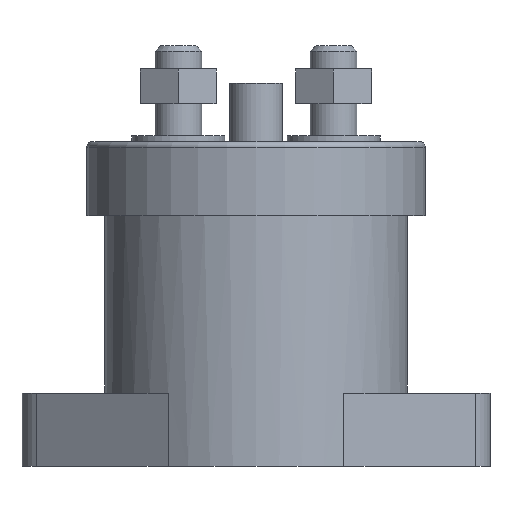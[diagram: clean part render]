
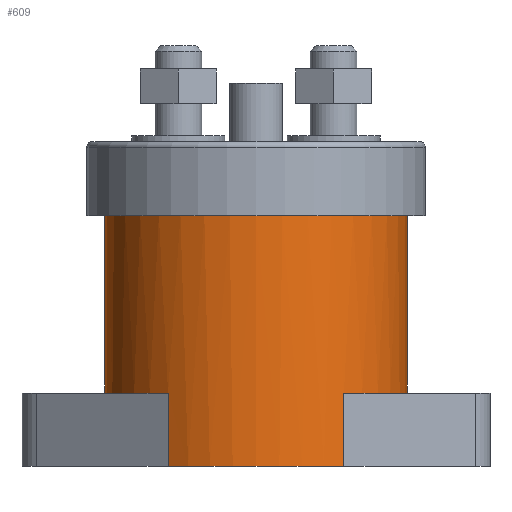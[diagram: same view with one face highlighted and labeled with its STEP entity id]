
A CAD part, front view. The second image highlights one B-rep face of the part: STEP entity #609.
In plain terms, the highlighted cylindrical face has radius 25.97 mm (diameter 51.94 mm), a partial arc.
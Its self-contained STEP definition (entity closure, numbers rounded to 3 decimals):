
#399=AXIS2_PLACEMENT_3D('Circle Axis2P3D',#397,#398,$) ;
#501=AXIS2_PLACEMENT_3D('Circle Axis2P3D',#499,#500,$) ;
#508=AXIS2_PLACEMENT_3D('Circle Axis2P3D',#506,#507,$) ;
#563=AXIS2_PLACEMENT_3D('Cylinder Axis2P3D',#560,#561,#562) ;
#576=AXIS2_PLACEMENT_3D('Circle Axis2P3D',#574,#575,$) ;
#595=AXIS2_PLACEMENT_3D('Circle Axis2P3D',#593,#594,$) ;
#336=CARTESIAN_POINT('Line Origine',(15.115,-21.118,6.3)) ;
#340=CARTESIAN_POINT('Vertex',(15.115,-21.118,0.)) ;
#342=CARTESIAN_POINT('Vertex',(15.115,-21.118,12.6)) ;
#394=CARTESIAN_POINT('Vertex',(25.97,0.,12.6)) ;
#397=CARTESIAN_POINT('Axis2P3D Location',(0.,0.,12.6)) ;
#463=CARTESIAN_POINT('Vertex',(-15.115,-21.118,0.)) ;
#499=CARTESIAN_POINT('Axis2P3D Location',(0.,0.,0.)) ;
#503=CARTESIAN_POINT('Vertex',(0.,-25.97,0.)) ;
#506=CARTESIAN_POINT('Axis2P3D Location',(0.,0.,0.)) ;
#560=CARTESIAN_POINT('Axis2P3D Location',(0.,0.,27.905)) ;
#565=CARTESIAN_POINT('Line Origine',(-25.97,0.,27.905)) ;
#569=CARTESIAN_POINT('Vertex',(-25.97,0.,12.6)) ;
#571=CARTESIAN_POINT('Vertex',(-25.97,0.,43.11)) ;
#574=CARTESIAN_POINT('Axis2P3D Location',(0.,0.,12.6)) ;
#578=CARTESIAN_POINT('Vertex',(-15.115,-21.118,12.6)) ;
#581=CARTESIAN_POINT('Line Origine',(-15.115,-21.118,27.905)) ;
#586=CARTESIAN_POINT('Line Origine',(25.97,0.,27.905)) ;
#590=CARTESIAN_POINT('Vertex',(25.97,0.,43.11)) ;
#593=CARTESIAN_POINT('Axis2P3D Location',(0.,0.,43.11)) ;
#337=DIRECTION('Vector Direction',(0.,0.,1.)) ;
#398=DIRECTION('Axis2P3D Direction',(0.,0.,1.)) ;
#500=DIRECTION('Axis2P3D Direction',(0.,0.,1.)) ;
#507=DIRECTION('Axis2P3D Direction',(0.,0.,1.)) ;
#561=DIRECTION('Axis2P3D Direction',(0.,0.,1.)) ;
#562=DIRECTION('Axis2P3D XDirection',(1.,0.,0.)) ;
#566=DIRECTION('Vector Direction',(0.,0.,1.)) ;
#575=DIRECTION('Axis2P3D Direction',(0.,0.,1.)) ;
#582=DIRECTION('Vector Direction',(0.,0.,1.)) ;
#587=DIRECTION('Vector Direction',(0.,0.,1.)) ;
#594=DIRECTION('Axis2P3D Direction',(0.,0.,1.)) ;
#338=VECTOR('Line Direction',#337,1.) ;
#567=VECTOR('Line Direction',#566,1.) ;
#583=VECTOR('Line Direction',#582,1.) ;
#588=VECTOR('Line Direction',#587,1.) ;
#599=ORIENTED_EDGE('',*,*,#573,.F.) ;
#600=ORIENTED_EDGE('',*,*,#580,.T.) ;
#601=ORIENTED_EDGE('',*,*,#585,.F.) ;
#602=ORIENTED_EDGE('',*,*,#510,.T.) ;
#603=ORIENTED_EDGE('',*,*,#505,.T.) ;
#604=ORIENTED_EDGE('',*,*,#344,.T.) ;
#605=ORIENTED_EDGE('',*,*,#401,.T.) ;
#606=ORIENTED_EDGE('',*,*,#592,.T.) ;
#607=ORIENTED_EDGE('',*,*,#597,.F.) ;
#609=ADVANCED_FACE('PartBody',(#608),#564,.T.) ;
#400=CIRCLE('generated circle',#399,25.97) ;
#502=CIRCLE('generated circle',#501,25.97) ;
#509=CIRCLE('generated circle',#508,25.97) ;
#577=CIRCLE('generated circle',#576,25.97) ;
#596=CIRCLE('generated circle',#595,25.97) ;
#564=CYLINDRICAL_SURFACE('generated cylinder',#563,25.97) ;
#344=EDGE_CURVE('',#341,#343,#339,.T.) ;
#401=EDGE_CURVE('',#343,#395,#400,.T.) ;
#505=EDGE_CURVE('',#504,#341,#502,.T.) ;
#510=EDGE_CURVE('',#464,#504,#509,.T.) ;
#573=EDGE_CURVE('',#570,#572,#568,.T.) ;
#580=EDGE_CURVE('',#570,#579,#577,.T.) ;
#585=EDGE_CURVE('',#464,#579,#584,.T.) ;
#592=EDGE_CURVE('',#395,#591,#589,.T.) ;
#597=EDGE_CURVE('',#572,#591,#596,.T.) ;
#598=EDGE_LOOP('',(#599,#600,#601,#602,#603,#604,#605,#606,#607)) ;
#608=FACE_OUTER_BOUND('',#598,.T.) ;
#339=LINE('Line',#336,#338) ;
#568=LINE('Line',#565,#567) ;
#584=LINE('Line',#581,#583) ;
#589=LINE('Line',#586,#588) ;
#341=VERTEX_POINT('',#340) ;
#343=VERTEX_POINT('',#342) ;
#395=VERTEX_POINT('',#394) ;
#464=VERTEX_POINT('',#463) ;
#504=VERTEX_POINT('',#503) ;
#570=VERTEX_POINT('',#569) ;
#572=VERTEX_POINT('',#571) ;
#579=VERTEX_POINT('',#578) ;
#591=VERTEX_POINT('',#590) ;
